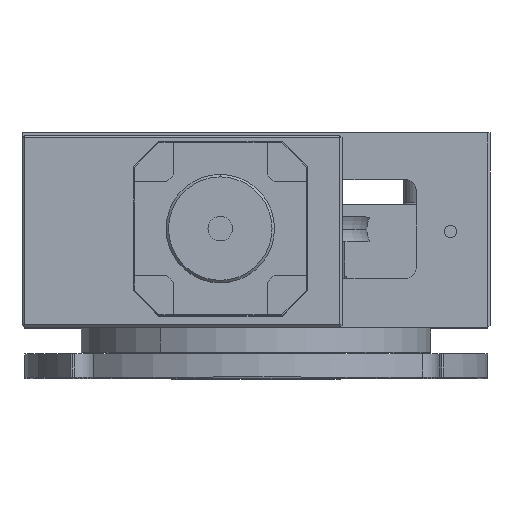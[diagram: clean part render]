
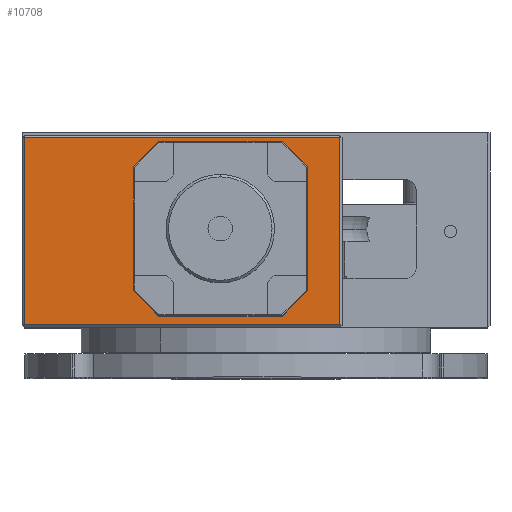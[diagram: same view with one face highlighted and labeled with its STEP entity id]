
A CAD part, top view. The second image highlights one B-rep face of the part: STEP entity #10708.
In plain terms, the highlighted planar face has unit normal (0, 0, 1).
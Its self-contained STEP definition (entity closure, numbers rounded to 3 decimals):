
#79 = LINE ( 'NONE', #1465, #11227 ) ;
#612 = VERTEX_POINT ( 'NONE', #7503 ) ;
#1067 = LINE ( 'NONE', #10738, #8373 ) ;
#1145 = CARTESIAN_POINT ( 'NONE',  ( 0., 0., 15. ) ) ;
#1190 = CIRCLE ( 'NONE', #2744, 11. ) ;
#1465 = CARTESIAN_POINT ( 'NONE',  ( 0., 19.5, 15. ) ) ;
#1467 = VERTEX_POINT ( 'NONE', #14335 ) ;
#1788 = VECTOR ( 'NONE', #12028, 1000. ) ;
#2030 = CARTESIAN_POINT ( 'NONE',  ( -24.25, -18.5, 15. ) ) ;
#2559 = VECTOR ( 'NONE', #11915, 1000. ) ;
#2744 = AXIS2_PLACEMENT_3D ( 'NONE', #7351, #12617, #12289 ) ;
#2947 = ORIENTED_EDGE ( 'NONE', *, *, #15462, .T. ) ;
#4198 = ORIENTED_EDGE ( 'NONE', *, *, #8781, .F. ) ;
#4815 = PLANE ( 'NONE',  #6639 ) ;
#5165 = CIRCLE ( 'NONE', #14224, 11. ) ;
#5332 = CARTESIAN_POINT ( 'NONE',  ( -24.25, 19.5, 15. ) ) ;
#5789 = CARTESIAN_POINT ( 'NONE',  ( 0., 0., 15. ) ) ;
#5884 = CARTESIAN_POINT ( 'NONE',  ( 39.75, 19.5, 15. ) ) ;
#6046 = FACE_OUTER_BOUND ( 'NONE', #6740, .T. ) ;
#6129 = DIRECTION ( 'NONE',  ( 0., 0., -1. ) ) ;
#6446 = DIRECTION ( 'NONE',  ( -1., 0., 0. ) ) ;
#6639 = AXIS2_PLACEMENT_3D ( 'NONE', #1145, #6129, #11060 ) ;
#6740 = EDGE_LOOP ( 'NONE', ( #13964, #8911, #11889, #2947 ) ) ;
#6953 = CARTESIAN_POINT ( 'NONE',  ( 0., -18.5, 15. ) ) ;
#6959 = EDGE_CURVE ( 'NONE', #612, #15191, #1067, .T. ) ;
#7062 = EDGE_CURVE ( 'NONE', #15191, #15884, #79, .T. ) ;
#7351 = CARTESIAN_POINT ( 'NONE',  ( 0., 0., 15. ) ) ;
#7503 = CARTESIAN_POINT ( 'NONE',  ( 39.75, -18.5, 15. ) ) ;
#8312 = CARTESIAN_POINT ( 'NONE',  ( 11., 0., 15. ) ) ;
#8373 = VECTOR ( 'NONE', #14390, 1000. ) ;
#8781 = EDGE_CURVE ( 'NONE', #1467, #8964, #1190, .T. ) ;
#8911 = ORIENTED_EDGE ( 'NONE', *, *, #6959, .T. ) ;
#8964 = VERTEX_POINT ( 'NONE', #8312 ) ;
#10147 = EDGE_LOOP ( 'NONE', ( #4198, #15708 ) ) ;
#10624 = LINE ( 'NONE', #15582, #2559 ) ;
#10708 = ADVANCED_FACE ( 'NONE', ( #6046, #15939 ), #4815, .F. ) ;
#10738 = CARTESIAN_POINT ( 'NONE',  ( 39.75, 0., 15. ) ) ;
#11060 = DIRECTION ( 'NONE',  ( -1., 0., 0. ) ) ;
#11227 = VECTOR ( 'NONE', #6446, 1000. ) ;
#11889 = ORIENTED_EDGE ( 'NONE', *, *, #7062, .T. ) ;
#11915 = DIRECTION ( 'NONE',  ( 0., -1., 0. ) ) ;
#12028 = DIRECTION ( 'NONE',  ( 1., 0., 0. ) ) ;
#12095 = DIRECTION ( 'NONE',  ( 1., 0., 0. ) ) ;
#12289 = DIRECTION ( 'NONE',  ( 1., 0., 0. ) ) ;
#12617 = DIRECTION ( 'NONE',  ( 0., 0., 1. ) ) ;
#13964 = ORIENTED_EDGE ( 'NONE', *, *, #15966, .T. ) ;
#14224 = AXIS2_PLACEMENT_3D ( 'NONE', #5789, #15757, #12095 ) ;
#14335 = CARTESIAN_POINT ( 'NONE',  ( -11., 0., 15. ) ) ;
#14390 = DIRECTION ( 'NONE',  ( 0., 1., 0. ) ) ;
#15191 = VERTEX_POINT ( 'NONE', #5884 ) ;
#15462 = EDGE_CURVE ( 'NONE', #15884, #15584, #10624, .T. ) ;
#15463 = LINE ( 'NONE', #6953, #1788 ) ;
#15543 = EDGE_CURVE ( 'NONE', #8964, #1467, #5165, .T. ) ;
#15582 = CARTESIAN_POINT ( 'NONE',  ( -24.25, 0., 15. ) ) ;
#15584 = VERTEX_POINT ( 'NONE', #2030 ) ;
#15708 = ORIENTED_EDGE ( 'NONE', *, *, #15543, .F. ) ;
#15757 = DIRECTION ( 'NONE',  ( 0., 0., 1. ) ) ;
#15884 = VERTEX_POINT ( 'NONE', #5332 ) ;
#15939 = FACE_BOUND ( 'NONE', #10147, .T. ) ;
#15966 = EDGE_CURVE ( 'NONE', #15584, #612, #15463, .T. ) ;
